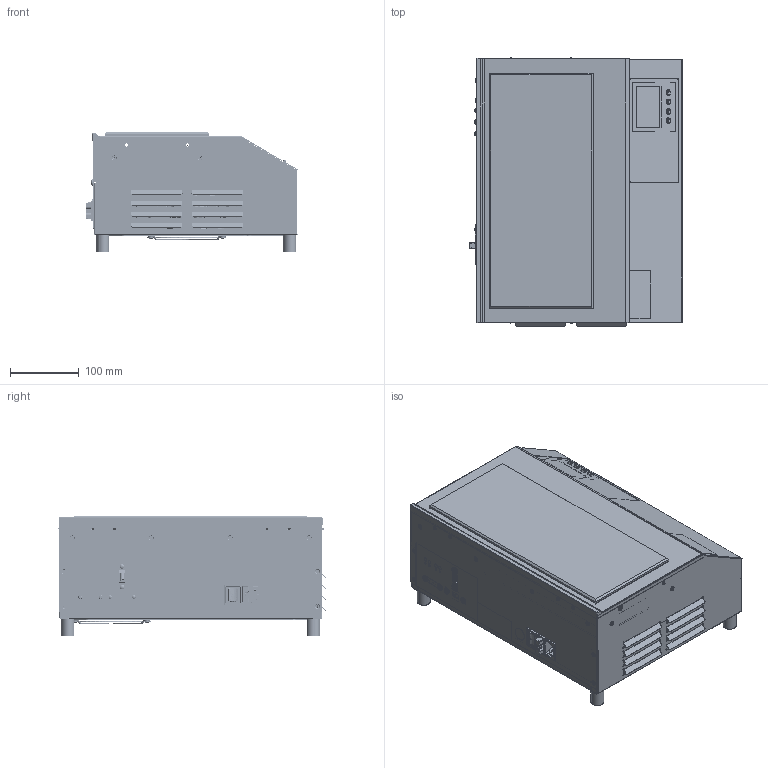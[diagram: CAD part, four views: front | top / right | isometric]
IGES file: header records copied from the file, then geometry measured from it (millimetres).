
Start section: SolidWorks IGES file using analytic representation for surfaces
Global section: file name: LHP-1200CPV.IGS; native system: SolidWorks 2019; preprocessor: SolidWorks 2019; author: Afshin; date: 190207.091547; units: inch
Bounding box: 310.64 x 391.62 x 175.39 mm (x, y, z)
Surface area: 1156683.8 mm2 (no closed solid volume)
Topology: 0 solids, 0 shells, 1289 faces, 20745 edges, 20703 vertices
Faces by surface type: bspline 751, revolution 538
